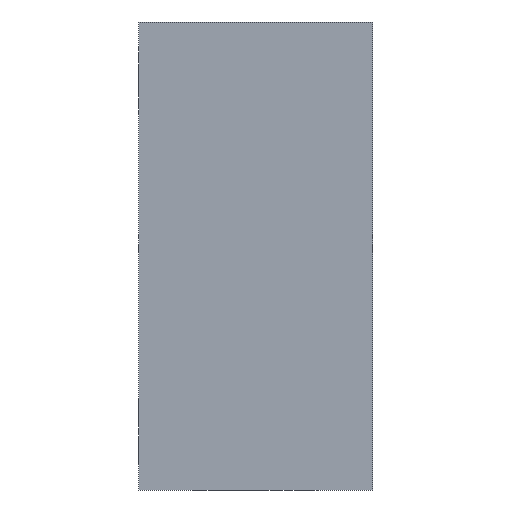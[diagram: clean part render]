
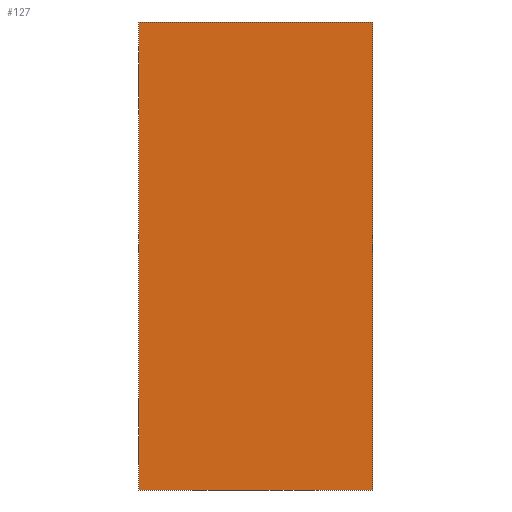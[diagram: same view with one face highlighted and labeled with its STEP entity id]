
A CAD part, front view. The second image highlights one B-rep face of the part: STEP entity #127.
In plain terms, the highlighted planar face has unit normal (0, -1, 0).
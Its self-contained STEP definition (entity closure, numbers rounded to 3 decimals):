
#22 = EDGE_CURVE ( 'NONE', #132, #136, #530, .T. ) ;
#24 = EDGE_CURVE ( 'NONE', #136, #134, #528, .T. ) ;
#27 = EDGE_CURVE ( 'NONE', #133, #134, #551, .T. ) ;
#28 = EDGE_CURVE ( 'NONE', #133, #132, #554, .T. ) ;
#92 = AXIS2_PLACEMENT_3D ( 'NONE', #677, #680, #681 ) ;
#127 = ADVANCED_FACE ( 'NONE', ( #644 ), #678, .T. ) ;
#132 = VERTEX_POINT ( 'NONE', #684 ) ;
#133 = VERTEX_POINT ( 'NONE', #685 ) ;
#134 = VERTEX_POINT ( 'NONE', #693 ) ;
#136 = VERTEX_POINT ( 'NONE', #694 ) ;
#186 = CARTESIAN_POINT ( 'NONE',  ( 0., -11., 16. ) ) ;
#187 = DIRECTION ( 'NONE',  ( 1., 0., 0. ) ) ;
#191 = CARTESIAN_POINT ( 'NONE',  ( 8., -11., 0. ) ) ;
#192 = DIRECTION ( 'NONE',  ( 0., 0., -1. ) ) ;
#237 = CARTESIAN_POINT ( 'NONE',  ( 0., -11., -16. ) ) ;
#238 = DIRECTION ( 'NONE',  ( 1., 0., 0. ) ) ;
#239 = CARTESIAN_POINT ( 'NONE',  ( -8., -11., 0. ) ) ;
#241 = DIRECTION ( 'NONE',  ( 0., 0., 1. ) ) ;
#443 = ORIENTED_EDGE ( 'NONE', *, *, #27, .T. ) ;
#488 = EDGE_LOOP ( 'NONE', ( #443, #495, #496, #494 ) ) ;
#494 = ORIENTED_EDGE ( 'NONE', *, *, #28, .F. ) ;
#495 = ORIENTED_EDGE ( 'NONE', *, *, #24, .F. ) ;
#496 = ORIENTED_EDGE ( 'NONE', *, *, #22, .F. ) ;
#528 = LINE ( 'NONE', #191, #548 ) ;
#530 = LINE ( 'NONE', #186, #546 ) ;
#546 = VECTOR ( 'NONE', #187, 1000. ) ;
#548 = VECTOR ( 'NONE', #192, 1000. ) ;
#550 = VECTOR ( 'NONE', #241, 1000. ) ;
#551 = LINE ( 'NONE', #237, #552 ) ;
#552 = VECTOR ( 'NONE', #238, 1000. ) ;
#554 = LINE ( 'NONE', #239, #550 ) ;
#644 = FACE_OUTER_BOUND ( 'NONE', #488, .T. ) ;
#677 = CARTESIAN_POINT ( 'NONE',  ( 8., -11., 0. ) ) ;
#678 = PLANE ( 'NONE',  #92 ) ;
#680 = DIRECTION ( 'NONE',  ( 0., -1., 0. ) ) ;
#681 = DIRECTION ( 'NONE',  ( 0., 0., -1. ) ) ;
#684 = CARTESIAN_POINT ( 'NONE',  ( -8., -11., 16. ) ) ;
#685 = CARTESIAN_POINT ( 'NONE',  ( -8., -11., -16. ) ) ;
#693 = CARTESIAN_POINT ( 'NONE',  ( 8., -11., -16. ) ) ;
#694 = CARTESIAN_POINT ( 'NONE',  ( 8., -11., 16. ) ) ;
